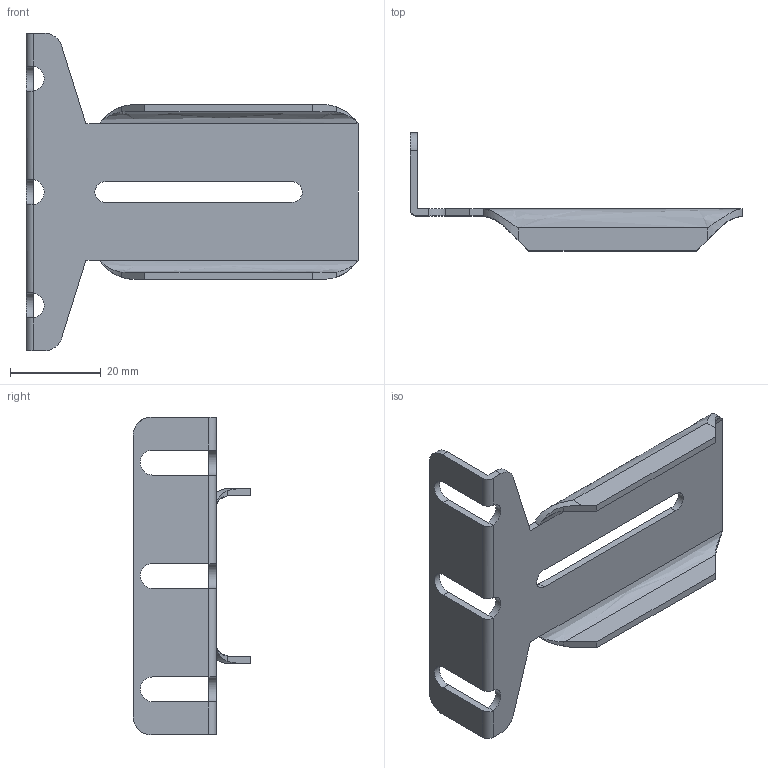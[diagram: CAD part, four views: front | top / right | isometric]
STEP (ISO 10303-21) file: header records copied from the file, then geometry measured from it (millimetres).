
FILE_DESCRIPTION((''),'2;1');
FILE_NAME('','2005-12-14T15:58:56',(''),(''),'','CADfix','');
FILE_SCHEMA(('AUTOMOTIVE_DESIGN'));
Length unit declared in the file: millimetre
Products named in the file (1): bracket
Bounding box: 73.2 x 26 x 70 mm (x, y, z)
Volume: 6762.7 mm3; surface area: 9330.5 mm2
Topology: 1 solids, 1 shells, 58 faces, 166 edges, 104 vertices
Faces by surface type: bspline 58
Entity records: 2101 total; most frequent: CARTESIAN_POINT 1143, ORIENTED_EDGE 332, EDGE_CURVE 166, QUASI_UNIFORM_CURVE 110, VERTEX_POINT 104, EDGE_LOOP 60, FACE_OUTER_BOUND 58, ADVANCED_FACE 58
